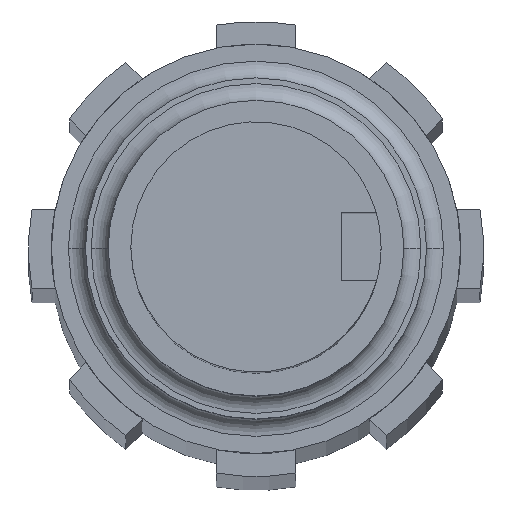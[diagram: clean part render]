
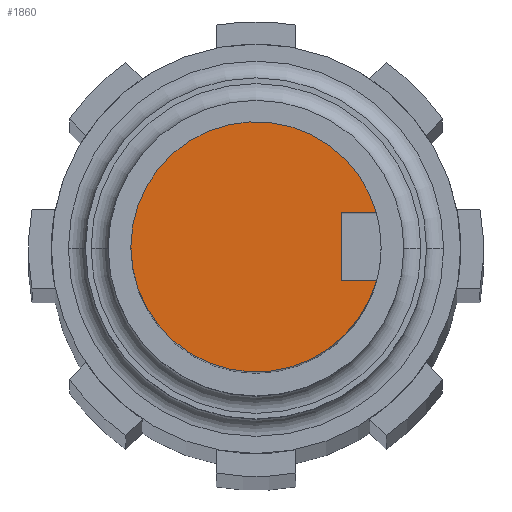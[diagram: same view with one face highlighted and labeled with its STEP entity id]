
A CAD part, top view. The second image highlights one B-rep face of the part: STEP entity #1860.
In plain terms, the highlighted planar face has unit normal (0, 0, 1).
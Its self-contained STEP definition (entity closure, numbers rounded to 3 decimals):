
#669=DIRECTION('',(-1.,0.,0.));
#670=VECTOR('',#669,3.083);
#671=CARTESIAN_POINT('',(10.583,3.,810.));
#672=LINE('',#671,#670);
#673=DIRECTION('',(0.,-1.,0.));
#674=VECTOR('',#673,6.);
#675=CARTESIAN_POINT('',(7.5,3.,810.));
#676=LINE('',#675,#674);
#677=DIRECTION('',(1.,0.,0.));
#678=VECTOR('',#677,3.083);
#679=CARTESIAN_POINT('',(7.5,-3.,810.));
#680=LINE('',#679,#678);
#681=CARTESIAN_POINT('',(0.,0.,810.));
#682=DIRECTION('',(0.,0.,1.));
#683=DIRECTION('',(-1.,0.,0.));
#684=AXIS2_PLACEMENT_3D('',#681,#682,#683);
#686=CARTESIAN_POINT('',(0.,0.,810.));
#687=DIRECTION('',(0.,0.,1.));
#688=DIRECTION('',(0.962,0.273,0.));
#689=AXIS2_PLACEMENT_3D('',#686,#687,#688);
#823=CARTESIAN_POINT('',(-11.,0.,810.));
#824=VERTEX_POINT('',#823);
#981=CARTESIAN_POINT('',(10.583,3.,810.));
#982=CARTESIAN_POINT('',(7.5,3.,810.));
#983=VERTEX_POINT('',#981);
#984=VERTEX_POINT('',#982);
#985=CARTESIAN_POINT('',(7.5,-3.,810.));
#986=VERTEX_POINT('',#985);
#987=CARTESIAN_POINT('',(10.583,-3.,810.));
#988=VERTEX_POINT('',#987);
#1845=CARTESIAN_POINT('',(0.,0.,810.));
#1846=DIRECTION('',(0.,0.,1.));
#1847=DIRECTION('',(1.,0.,0.));
#1848=AXIS2_PLACEMENT_3D('',#1845,#1846,#1847);
#1849=PLANE('',#1848);
#1851=ORIENTED_EDGE('',*,*,#1850,.T.);
#1853=ORIENTED_EDGE('',*,*,#1852,.T.);
#1855=ORIENTED_EDGE('',*,*,#1854,.T.);
#1856=ORIENTED_EDGE('',*,*,#1838,.F.);
#1857=ORIENTED_EDGE('',*,*,#1802,.F.);
#1858=EDGE_LOOP('',(#1851,#1853,#1855,#1856,#1857));
#1859=FACE_OUTER_BOUND('',#1858,.F.);
#1860=ADVANCED_FACE('',(#1859),#1849,.T.);
#685=CIRCLE('',#684,11.);
#690=CIRCLE('',#689,11.);
#1802=EDGE_CURVE('',#983,#824,#690,.T.);
#1838=EDGE_CURVE('',#824,#988,#685,.T.);
#1850=EDGE_CURVE('',#983,#984,#672,.T.);
#1852=EDGE_CURVE('',#984,#986,#676,.T.);
#1854=EDGE_CURVE('',#986,#988,#680,.T.);
